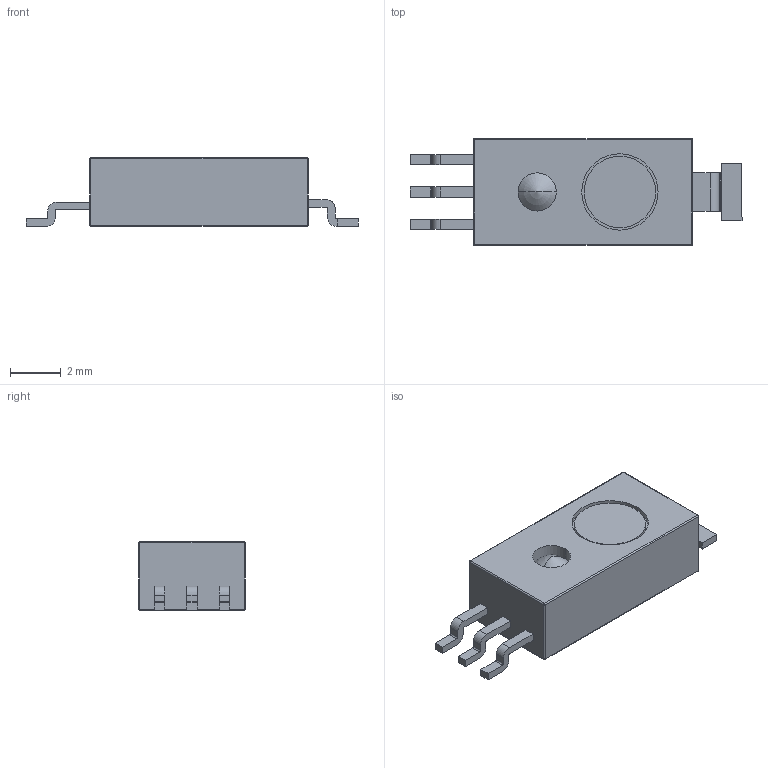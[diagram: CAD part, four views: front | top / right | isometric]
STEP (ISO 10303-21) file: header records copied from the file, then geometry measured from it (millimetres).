
FILE_DESCRIPTION (( 'STEP AP214' ), '1' );
FILE_NAME ('Honeywell HIH-5031-1.STEP', '2015-09-30T13:15:41', ( 'Andrwe' ), ( '' ), 'SwSTEP 2.0', 'SolidWorks 2015', '' );
FILE_SCHEMA (( 'AUTOMOTIVE_DESIGN' ));
Length unit declared in the file: millimetre
Products named in the file (1): Honeywell HIH-5031-1
Bounding box: 13.05 x 4.2 x 2.7 mm (x, y, z)
Volume: 97.6 mm3; surface area: 190.3 mm2
Topology: 8 solids, 8 shells, 104 faces, 242 edges, 147 vertices
Faces by surface type: plane 58, cylinder 34, bspline 10, torus 2
Entity records: 4215 total; most frequent: CARTESIAN_POINT 646, DIRECTION 490, ORIENTED_EDGE 464, EDGE_CURVE 232, AXIS2_PLACEMENT_3D 167, VECTOR 156, LINE 156, VERTEX_POINT 147
